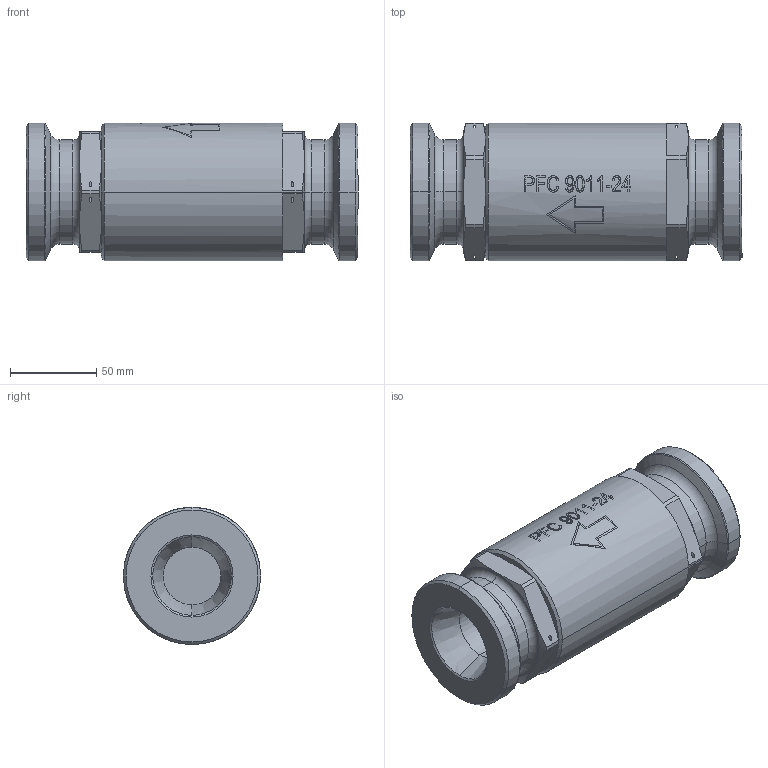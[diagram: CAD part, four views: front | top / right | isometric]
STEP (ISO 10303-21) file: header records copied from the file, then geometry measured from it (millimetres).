
FILE_DESCRIPTION (( 'STEP AP214' ), '1' );
FILE_NAME ('09011024_GRAYLOCHUB(GG).STEP', '2015-07-01T16:21:09', ( '' ), ( '' ), 'SwSTEP 2.0', 'SolidWorks 2015', '' );
FILE_SCHEMA (( 'AUTOMOTIVE_DESIGN' ));
Length unit declared in the file: millimetre
Products named in the file (3): 09011024_GRAYLOCHUB(GG); 09011242_GRAYLOC(BODY); 09011247_GRAYLOC(ADAPTER)
Assembly tree (2 placements, depth 2):
  09011024_GRAYLOCHUB(GG)
    09011247_GRAYLOC(ADAPTER)
    09011242_GRAYLOC(BODY)
Bounding box: 192.15 x 79.38 x 79.38 mm (x, y, z)
Volume: 735978.6 mm3; surface area: 92041 mm2
Topology: 2 solids, 2 shells, 254 faces, 618 edges, 389 vertices
Faces by surface type: plane 95, cylinder 52, bspline 46, cone 43, torus 18
Entity records: 10591 total; most frequent: CARTESIAN_POINT 4840, ORIENTED_EDGE 1236, DIRECTION 1079, EDGE_CURVE 618, AXIS2_PLACEMENT_3D 412, VERTEX_POINT 389, EDGE_LOOP 285, VECTOR 255
